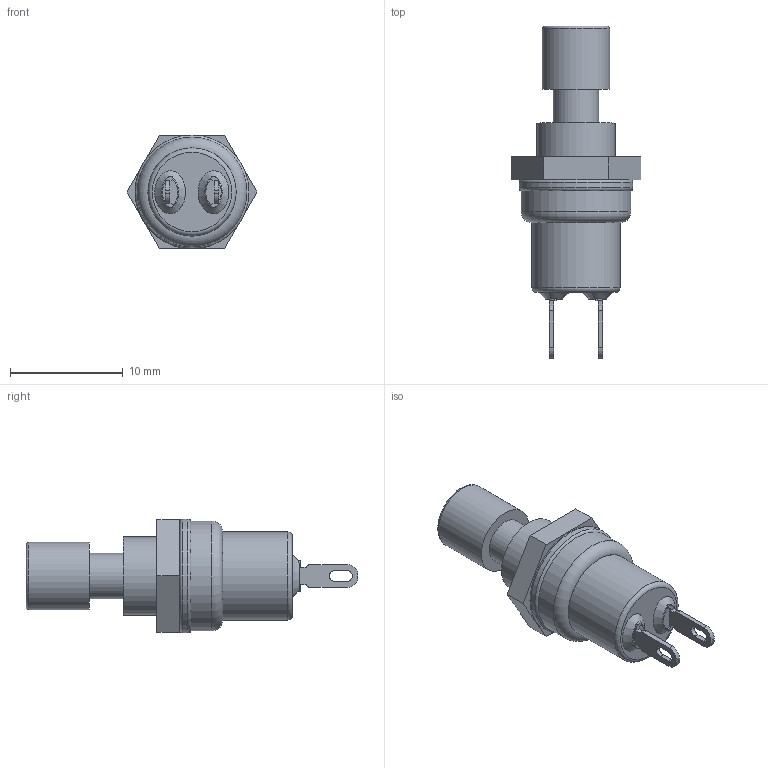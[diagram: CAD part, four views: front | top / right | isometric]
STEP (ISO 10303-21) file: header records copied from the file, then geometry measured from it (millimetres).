
FILE_DESCRIPTION(/* description */ (''),/* implementation_level */ '2;1');
FILE_NAME(/* name */ 'GPB024 Model.stp',/* time_stamp */ '2023-02-20T11:33:56-05:00',/* author */ ('dwiltbank'),/* organization */ (''),/* preprocessor_version */ 'ST-DEVELOPER v18.1',/* originating_system */ 'Autodesk Inventor 2022',/* authorisation */ '');
FILE_SCHEMA (('AUTOMOTIVE_DESIGN { 1 0 10303 214 3 1 1 }'));
Length unit declared in the file: inch
Products named in the file (1): GPB024_Simplify_1
Bounding box: 11.5 x 29.39 x 10.08 mm (x, y, z)
Volume: 1068.6 mm3; surface area: 788.2 mm2
Topology: 1 solids, 1 shells, 92 faces, 248 edges, 165 vertices
Faces by surface type: plane 55, cylinder 26, bspline 6, torus 5
Full cylindrical faces by diameter (mm): 4.013 x1, 5.994 x1, 6.909 x1, 7.798 x1, 9.703 x1, 10.084 x1
Entity records: 3655 total; most frequent: CARTESIAN_POINT 1170, ORIENTED_EDGE 496, DIRECTION 452, EDGE_CURVE 248, VERTEX_POINT 165, AXIS2_PLACEMENT_3D 152, LINE 148, VECTOR 148
